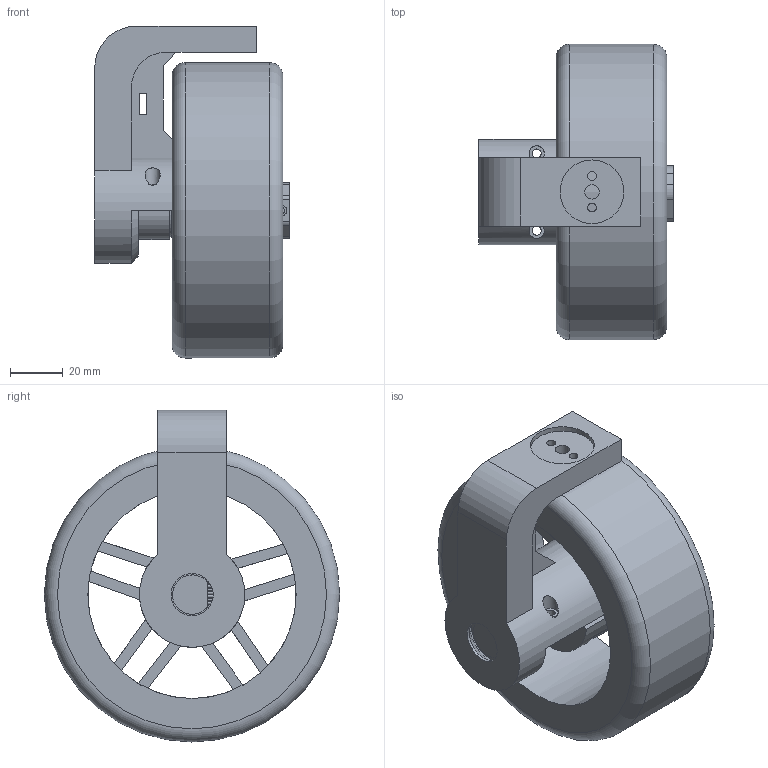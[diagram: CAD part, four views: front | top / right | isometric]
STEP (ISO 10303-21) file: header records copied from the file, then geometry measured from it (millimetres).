
FILE_DESCRIPTION(/* description */ (''),/* implementation_level */ '2;1');
FILE_NAME(/* name */ 'Wheel_System.step',/* time_stamp */ '2024-07-02T20:59:31+02:00',/* author */ (''),/* organization */ (''),/* preprocessor_version */ 'ST-DEVELOPER v20',/* originating_system */ 'Autodesk Translation Framework v13.14.0.145',/* authorisation */ '');
FILE_SCHEMA (('AUTOMOTIVE_DESIGN { 1 0 10303 214 3 1 1 }'));
Length unit declared in the file: millimetre
Products named in the file (9): Wheel_System; Kombination; 12x_motor_mount; 6x_motor_arm1; Motorhalterung; 2224.G1441; Komponente1; Radaufnahme; RC_Reifen_1/8
Assembly tree (8 placements, depth 3):
  Wheel_System
    Kombination
      12x_motor_mount
      6x_motor_arm1
      Motorhalterung
    2224.G1441
      Komponente1
    Radaufnahme
    RC_Reifen_1/8
Bounding box: 73.85 x 112 x 125.91 mm (x, y, z)
Volume: 306995.6 mm3; surface area: 75266.4 mm2
Topology: 7 solids, 12 shells, 329 faces, 844 edges, 553 vertices
Faces by surface type: plane 188, cylinder 114, cone 14, torus 10, bspline 3
Full cylindrical faces by diameter (mm): 1.6 x18, 2 x1, 2.3 x3, 3 x2, 3.2 x2, 3.3 x1, 3.4 x7, 3.5 x1, 3.9 x1, 4 x1, 4.3 x3, 5.5 x1, 6 x1, 6.1 x1, 7 x2, 8 x1, 10.068 x1, 12 x2, 12.1 x1, 14.9 x1, 15 x2, 16 x1, 20 x1, 20.2 x1, 20.8 x1, 21 x1, 21.8 x1, 21.9 x2, 21.999 x1, 22 x3
Entity records: 11067 total; most frequent: CARTESIAN_POINT 2456, DIRECTION 1809, ORIENTED_EDGE 1688, EDGE_CURVE 844, AXIS2_PLACEMENT_3D 678, VERTEX_POINT 553, LINE 453, VECTOR 453
